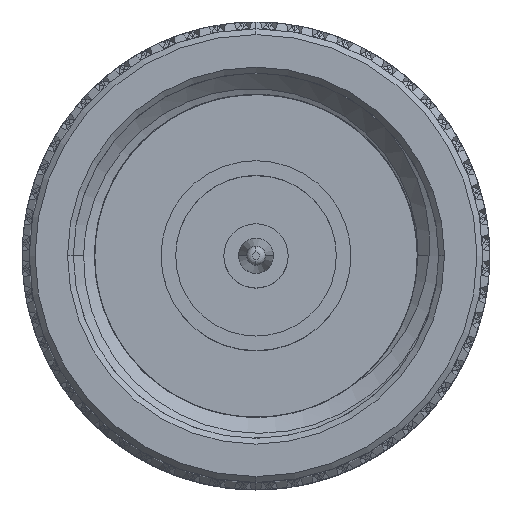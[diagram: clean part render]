
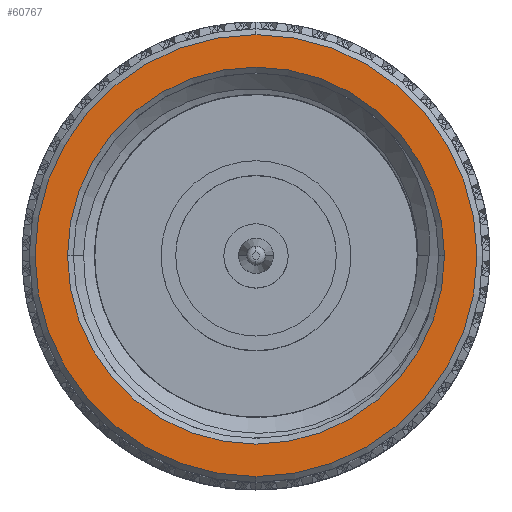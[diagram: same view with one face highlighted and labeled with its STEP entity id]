
A CAD part, top view. The second image highlights one B-rep face of the part: STEP entity #60767.
In plain terms, the highlighted face is planar.
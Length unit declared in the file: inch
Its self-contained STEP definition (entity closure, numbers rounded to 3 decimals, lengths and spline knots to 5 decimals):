
#995 = DIRECTION ( 'NONE',  ( -1., 0., 0. ) ) ;
#2197 = AXIS2_PLACEMENT_3D ( 'NONE', #146931, #5564, #61185 ) ;
#5564 = DIRECTION ( 'NONE',  ( 1., 0., 0. ) ) ;
#6746 = DIRECTION ( 'NONE',  ( 1., 0., 0. ) ) ;
#13845 = EDGE_CURVE ( 'NONE', #72195, #121796, #91992, .T. ) ;
#18019 = DIRECTION ( 'NONE',  ( 0., -1., 0. ) ) ;
#20761 = CIRCLE ( 'NONE', #104084, 0.37809 ) ;
#21774 = CIRCLE ( 'NONE', #66998, 0.37809 ) ;
#26720 = EDGE_LOOP ( 'NONE', ( #44901, #59796 ) ) ;
#33248 = CIRCLE ( 'NONE', #104095, 0.3225 ) ;
#39943 = EDGE_LOOP ( 'NONE', ( #109206, #174936 ) ) ;
#44901 = ORIENTED_EDGE ( 'NONE', *, *, #135344, .T. ) ;
#53491 = DIRECTION ( 'NONE',  ( 0., -1., 0. ) ) ;
#55358 = CARTESIAN_POINT ( 'NONE',  ( 0., 0., 0. ) ) ;
#56296 = AXIS2_PLACEMENT_3D ( 'NONE', #100962, #995, #142934 ) ;
#59796 = ORIENTED_EDGE ( 'NONE', *, *, #145387, .T. ) ;
#60767 = ADVANCED_FACE ( 'NONE', ( #163391, #136631 ), #114161, .T. ) ;
#61185 = DIRECTION ( 'NONE',  ( 0., -1., 0. ) ) ;
#66998 = AXIS2_PLACEMENT_3D ( 'NONE', #118115, #75459, #18019 ) ;
#69403 = CARTESIAN_POINT ( 'NONE',  ( 0., 0., -0.3225 ) ) ;
#70673 = VERTEX_POINT ( 'NONE', #185217 ) ;
#72195 = VERTEX_POINT ( 'NONE', #120710 ) ;
#75459 = DIRECTION ( 'NONE',  ( -1., 0., 0. ) ) ;
#79843 = DIRECTION ( 'NONE',  ( 0., -1., 0. ) ) ;
#83532 = DIRECTION ( 'NONE',  ( -1., 0., 0. ) ) ;
#91992 = CIRCLE ( 'NONE', #2197, 0.3225 ) ;
#94874 = CARTESIAN_POINT ( 'NONE',  ( 0., 0., 0. ) ) ;
#100962 = CARTESIAN_POINT ( 'NONE',  ( 0., 0.38809, 0. ) ) ;
#104084 = AXIS2_PLACEMENT_3D ( 'NONE', #55358, #83532, #53491 ) ;
#104095 = AXIS2_PLACEMENT_3D ( 'NONE', #94874, #6746, #79843 ) ;
#109206 = ORIENTED_EDGE ( 'NONE', *, *, #13845, .T. ) ;
#114161 = PLANE ( 'NONE',  #56296 ) ;
#118115 = CARTESIAN_POINT ( 'NONE',  ( 0., 0., 0. ) ) ;
#118378 = CARTESIAN_POINT ( 'NONE',  ( 0., 0.37809, 0. ) ) ;
#120710 = CARTESIAN_POINT ( 'NONE',  ( 0., 0., 0.3225 ) ) ;
#121796 = VERTEX_POINT ( 'NONE', #69403 ) ;
#129904 = VERTEX_POINT ( 'NONE', #118378 ) ;
#133939 = EDGE_CURVE ( 'NONE', #121796, #72195, #33248, .T. ) ;
#135344 = EDGE_CURVE ( 'NONE', #129904, #70673, #21774, .T. ) ;
#136631 = FACE_OUTER_BOUND ( 'NONE', #26720, .T. ) ;
#142934 = DIRECTION ( 'NONE',  ( 0., -1., 0. ) ) ;
#145387 = EDGE_CURVE ( 'NONE', #70673, #129904, #20761, .T. ) ;
#146931 = CARTESIAN_POINT ( 'NONE',  ( 0., 0., 0. ) ) ;
#163391 = FACE_BOUND ( 'NONE', #39943, .T. ) ;
#174936 = ORIENTED_EDGE ( 'NONE', *, *, #133939, .T. ) ;
#185217 = CARTESIAN_POINT ( 'NONE',  ( 0., -0.37809, 0. ) ) ;
